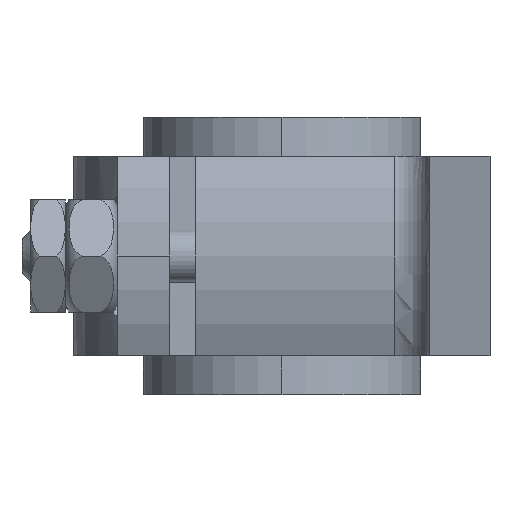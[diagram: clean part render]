
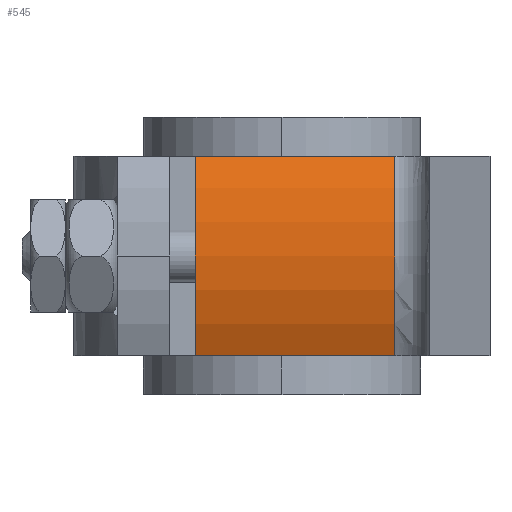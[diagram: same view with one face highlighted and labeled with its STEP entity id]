
A CAD part, left-side view. The second image highlights one B-rep face of the part: STEP entity #545.
In plain terms, the highlighted cylindrical face has radius 54 mm (diameter 108 mm), a partial arc.
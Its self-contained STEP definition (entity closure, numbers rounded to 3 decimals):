
#451 = CARTESIAN_POINT ( 'NONE',  ( 0., -26., 0. ) ) ;
#541 = CYLINDRICAL_SURFACE ( 'NONE', #6504, 54. ) ;
#545 = ADVANCED_FACE ( 'NONE', ( #893 ), #541, .T. ) ;
#561 = ORIENTED_EDGE ( 'NONE', *, *, #3857, .T. ) ;
#596 = VERTEX_POINT ( 'NONE', #3943 ) ;
#867 = CARTESIAN_POINT ( 'NONE',  ( -48.857, 20., 23. ) ) ;
#893 = FACE_OUTER_BOUND ( 'NONE', #4117, .T. ) ;
#1051 = DIRECTION ( 'NONE',  ( 0., 1., 0. ) ) ;
#1122 = CARTESIAN_POINT ( 'NONE',  ( -48.857, 37.224, 23. ) ) ;
#1305 = VECTOR ( 'NONE', #3400, 1000. ) ;
#1580 = DIRECTION ( 'NONE',  ( 0., 1., 0. ) ) ;
#1613 = VERTEX_POINT ( 'NONE', #4253 ) ;
#1831 = CARTESIAN_POINT ( 'NONE',  ( -48.857, -26., 23. ) ) ;
#1922 = CARTESIAN_POINT ( 'NONE',  ( 0., 20., 0. ) ) ;
#1988 = ORIENTED_EDGE ( 'NONE', *, *, #7056, .F. ) ;
#2587 = VERTEX_POINT ( 'NONE', #867 ) ;
#2833 = ORIENTED_EDGE ( 'NONE', *, *, #4986, .F. ) ;
#2855 = EDGE_CURVE ( 'NONE', #1613, #3649, #3910, .T. ) ;
#3163 = LINE ( 'NONE', #3569, #6192 ) ;
#3261 = ORIENTED_EDGE ( 'NONE', *, *, #2855, .T. ) ;
#3282 = CARTESIAN_POINT ( 'NONE',  ( 0., 37.224, 0. ) ) ;
#3400 = DIRECTION ( 'NONE',  ( 0., -1., 0. ) ) ;
#3569 = CARTESIAN_POINT ( 'NONE',  ( -48.857, 37.224, -23. ) ) ;
#3639 = CIRCLE ( 'NONE', #6352, 54. ) ;
#3649 = VERTEX_POINT ( 'NONE', #1831 ) ;
#3828 = AXIS2_PLACEMENT_3D ( 'NONE', #451, #1580, #4889 ) ;
#3857 = EDGE_CURVE ( 'NONE', #596, #1613, #3163, .T. ) ;
#3910 = CIRCLE ( 'NONE', #3828, 54. ) ;
#3943 = CARTESIAN_POINT ( 'NONE',  ( -48.857, 20., -23. ) ) ;
#4117 = EDGE_LOOP ( 'NONE', ( #561, #3261, #2833, #1988 ) ) ;
#4253 = CARTESIAN_POINT ( 'NONE',  ( -48.857, -26., -23. ) ) ;
#4889 = DIRECTION ( 'NONE',  ( 0., 0., -1. ) ) ;
#4986 = EDGE_CURVE ( 'NONE', #2587, #3649, #6582, .T. ) ;
#5796 = DIRECTION ( 'NONE',  ( 0., 0., 1. ) ) ;
#5804 = DIRECTION ( 'NONE',  ( 0., -1., 0. ) ) ;
#6192 = VECTOR ( 'NONE', #5804, 1000. ) ;
#6352 = AXIS2_PLACEMENT_3D ( 'NONE', #1922, #6362, #5796 ) ;
#6362 = DIRECTION ( 'NONE',  ( 0., 1., 0. ) ) ;
#6504 = AXIS2_PLACEMENT_3D ( 'NONE', #3282, #1051, #6607 ) ;
#6582 = LINE ( 'NONE', #1122, #1305 ) ;
#6607 = DIRECTION ( 'NONE',  ( 0., 0., 1. ) ) ;
#7056 = EDGE_CURVE ( 'NONE', #596, #2587, #3639, .T. ) ;
